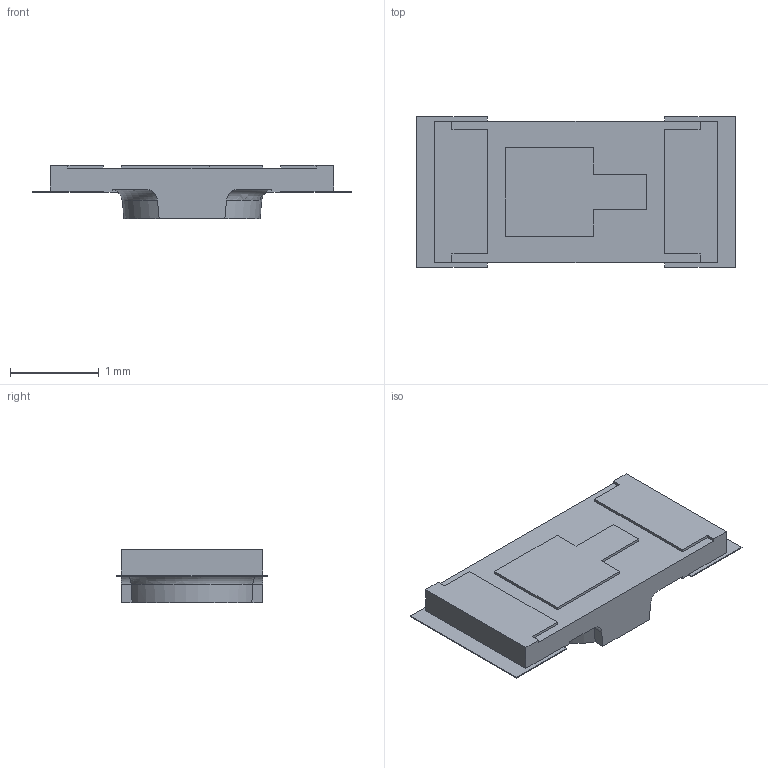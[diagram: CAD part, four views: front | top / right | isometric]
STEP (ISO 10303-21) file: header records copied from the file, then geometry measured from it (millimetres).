
FILE_DESCRIPTION(/* description */ (''),/* implementation_level */ '2;1');
FILE_NAME(/* name */ '092-0241-000_1.stp',/* time_stamp */ '2023-11-01T20:46:12+03:00',/* author */ (''),/* organization */ (''),/* preprocessor_version */ 'ST-DEVELOPER v16.7',/* originating_system */ 'SIEMENS PLM Software NX 12.0',/* authorisation */ '');
FILE_SCHEMA (('AUTOMOTIVE_DESIGN { 1 0 10303 214 3 1 1 1 }'));
Length unit declared in the file: millimetre
Products named in the file (1): 092-0241-000_1
Bounding box: 3.6 x 1.7 x 0.6 mm (x, y, z)
Volume: 2.1 mm3; surface area: 16.3 mm2
Topology: 1 solids, 1 shells, 65 faces, 182 edges, 120 vertices
Faces by surface type: plane 57, cylinder 4, torus 2, cone 2
Entity records: 2555 total; most frequent: CARTESIAN_POINT 498, ORIENTED_EDGE 364, DIRECTION 312, EDGE_CURVE 182, LINE 152, VECTOR 152, VERTEX_POINT 120, AXIS2_PLACEMENT_3D 80
